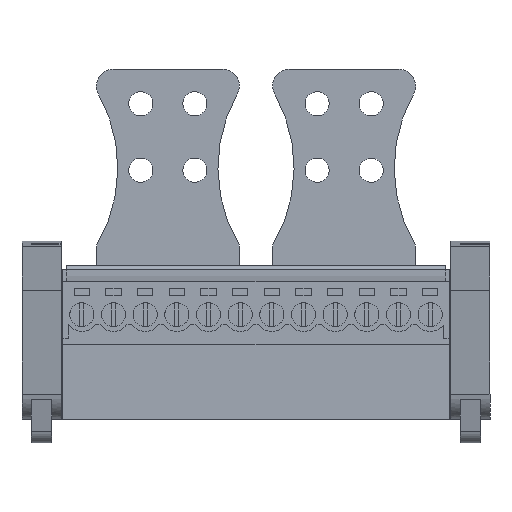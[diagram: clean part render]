
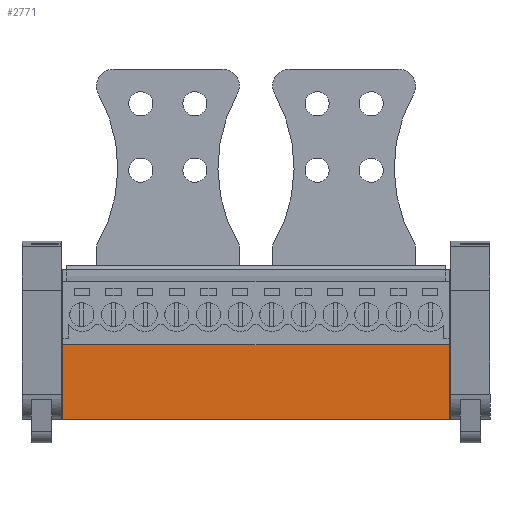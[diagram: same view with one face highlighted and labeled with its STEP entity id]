
A CAD part, front view. The second image highlights one B-rep face of the part: STEP entity #2771.
In plain terms, the highlighted planar face has unit normal (0, -1, 0).
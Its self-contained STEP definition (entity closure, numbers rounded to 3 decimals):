
#2751=AXIS2_PLACEMENT_3D('Plane Axis2P3D',#2748,#2749,#2750) ;
#140=CARTESIAN_POINT('Vertex',(51.41,5.036,11.796)) ;
#143=CARTESIAN_POINT('Line Origine',(51.41,5.036,7.321)) ;
#147=CARTESIAN_POINT('Vertex',(51.41,5.036,2.846)) ;
#2732=CARTESIAN_POINT('Vertex',(4.9,5.036,11.796)) ;
#2735=CARTESIAN_POINT('Line Origine',(28.155,5.036,11.796)) ;
#2748=CARTESIAN_POINT('Axis2P3D Location',(20.93,5.036,11.796)) ;
#2753=CARTESIAN_POINT('Line Origine',(4.9,5.036,7.321)) ;
#2757=CARTESIAN_POINT('Vertex',(4.9,5.036,2.846)) ;
#2760=CARTESIAN_POINT('Line Origine',(28.155,5.036,2.846)) ;
#144=DIRECTION('Vector Direction',(0.,0.,-1.)) ;
#2736=DIRECTION('Vector Direction',(-1.,0.,0.)) ;
#2749=DIRECTION('Axis2P3D Direction',(0.,1.,0.)) ;
#2750=DIRECTION('Axis2P3D XDirection',(-0.,0.,-1.)) ;
#2754=DIRECTION('Vector Direction',(0.,0.,-1.)) ;
#2761=DIRECTION('Vector Direction',(-1.,0.,0.)) ;
#145=VECTOR('Line Direction',#144,1.) ;
#2737=VECTOR('Line Direction',#2736,1.) ;
#2755=VECTOR('Line Direction',#2754,1.) ;
#2762=VECTOR('Line Direction',#2761,1.) ;
#2766=ORIENTED_EDGE('',*,*,#149,.F.) ;
#2767=ORIENTED_EDGE('',*,*,#2739,.T.) ;
#2768=ORIENTED_EDGE('',*,*,#2759,.T.) ;
#2769=ORIENTED_EDGE('',*,*,#2764,.F.) ;
#2771=ADVANCED_FACE('HOUSING',(#2770),#2752,.F.) ;
#149=EDGE_CURVE('',#141,#148,#146,.T.) ;
#2739=EDGE_CURVE('',#141,#2733,#2738,.T.) ;
#2759=EDGE_CURVE('',#2733,#2758,#2756,.T.) ;
#2764=EDGE_CURVE('',#148,#2758,#2763,.T.) ;
#2765=EDGE_LOOP('',(#2766,#2767,#2768,#2769)) ;
#2770=FACE_OUTER_BOUND('',#2765,.T.) ;
#146=LINE('Line',#143,#145) ;
#2738=LINE('Line',#2735,#2737) ;
#2756=LINE('Line',#2753,#2755) ;
#2763=LINE('Line',#2760,#2762) ;
#2752=PLANE('',#2751) ;
#141=VERTEX_POINT('',#140) ;
#148=VERTEX_POINT('',#147) ;
#2733=VERTEX_POINT('',#2732) ;
#2758=VERTEX_POINT('',#2757) ;
